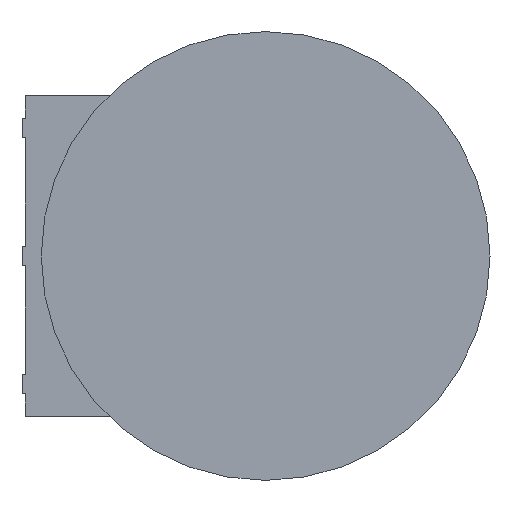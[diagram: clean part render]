
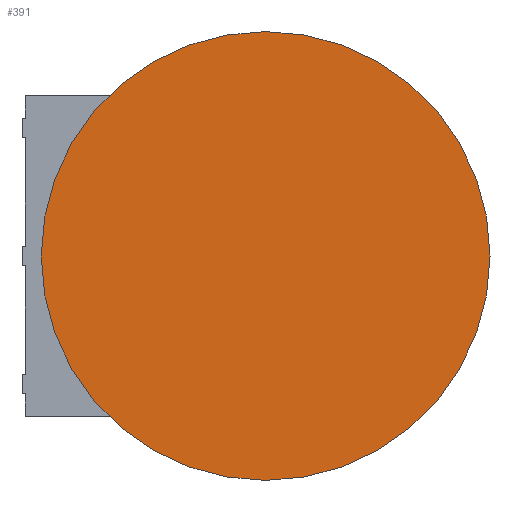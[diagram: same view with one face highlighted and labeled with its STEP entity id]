
A CAD part, left-side view. The second image highlights one B-rep face of the part: STEP entity #391.
In plain terms, the highlighted planar face has unit normal (-1, 0, 0).
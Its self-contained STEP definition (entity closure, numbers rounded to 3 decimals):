
#391=ADVANCED_FACE('',(#685),#687,.T.);
#685=FACE_BOUND('',#686,.T.);
#686=EDGE_LOOP('',(#909));
#687=PLANE('',#688);
#688=AXIS2_PLACEMENT_3D('',#689,#690,#691);
#689=CARTESIAN_POINT('',(-1.,0.,0.));
#690=DIRECTION('',(-1.,0.,0.));
#691=DIRECTION('',(0.,0.,-1.));
#909=ORIENTED_EDGE('',*,*,#1023,.T.);
#1023=EDGE_CURVE('',#1200,#1200,#1201,.T.);
#1200=VERTEX_POINT('',#1595);
#1201=CIRCLE('',#1596,7.);
#1595=CARTESIAN_POINT('',(-1.,0.,-7.));
#1596=AXIS2_PLACEMENT_3D('',#1597,#1598,#1599);
#1597=CARTESIAN_POINT('',(-1.,0.,0.));
#1598=DIRECTION('',(-1.,0.,0.));
#1599=DIRECTION('',(0.,0.,-1.));
